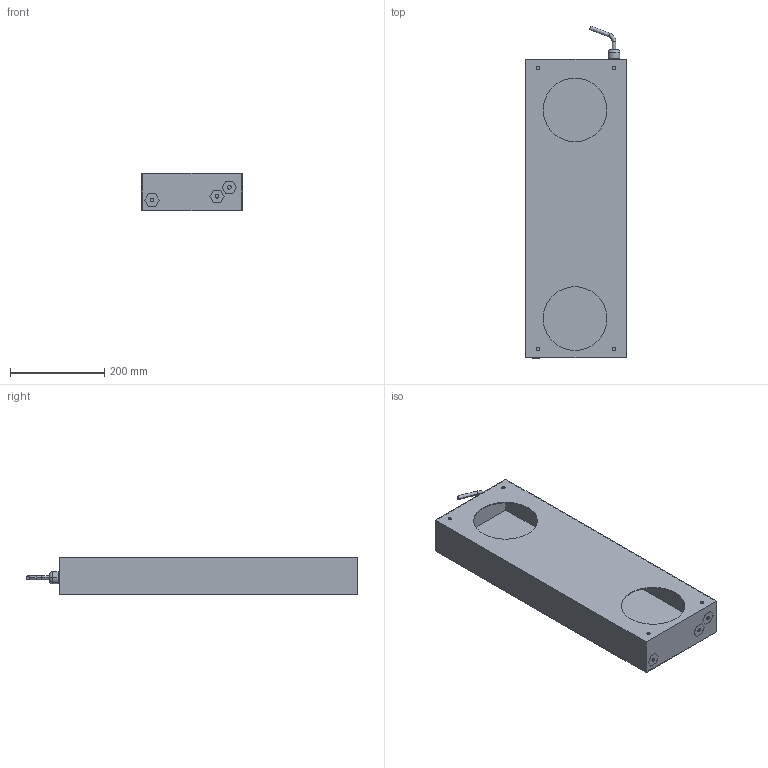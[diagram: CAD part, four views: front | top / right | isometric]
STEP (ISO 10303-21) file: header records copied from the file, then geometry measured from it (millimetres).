
FILE_DESCRIPTION((''),'2;1');
FILE_NAME('RK2114A632','2013-08-07T',('andreso'),(''),'PRO/ENGINEER BY PARAMETRIC TECHNOLOGY CORPORATION, 2010040','PRO/ENGINEER BY PARAMETRIC TECHNOLOGY CORPORATION, 2010040','');
FILE_SCHEMA(('CONFIG_CONTROL_DESIGN'));
Length unit declared in the file: millimetre
Products named in the file (1): RK2114A632
Bounding box: 212 x 703.38 x 80 mm (x, y, z)
Volume: 566675.4 mm3; surface area: 742631.7 mm2
Topology: 1 solids, 1 shells, 66 faces, 162 edges, 106 vertices
Faces by surface type: plane 36, cylinder 26, torus 4
Entity records: 2026 total; most frequent: DIRECTION 352, CARTESIAN_POINT 334, ORIENTED_EDGE 324, EDGE_CURVE 162, AXIS2_PLACEMENT_3D 124, VERTEX_POINT 106, VECTOR 104, LINE 104
